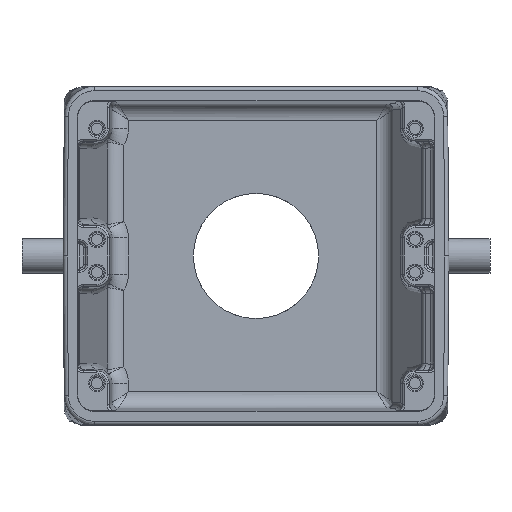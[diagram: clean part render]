
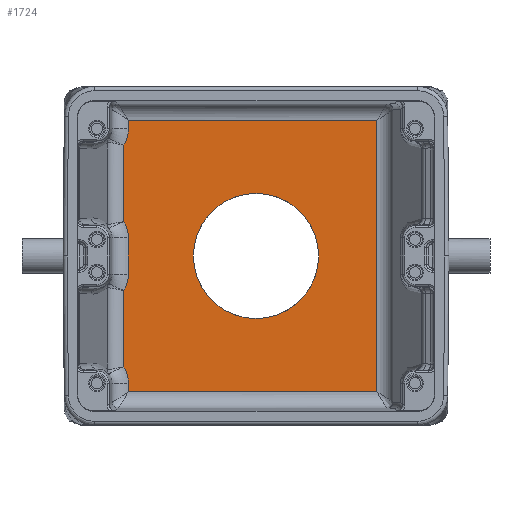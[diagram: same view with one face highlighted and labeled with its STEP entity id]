
A CAD part, front view. The second image highlights one B-rep face of the part: STEP entity #1724.
In plain terms, the highlighted planar face has unit normal (0, -1, 0).
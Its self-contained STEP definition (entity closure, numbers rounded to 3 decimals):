
#1724=ADVANCED_FACE('NONE',(#2118,#2119),#2028,.F.);
#2028=PLANE('',#10543);
#2118=FACE_BOUND('',#2745,.T.);
#2119=FACE_BOUND('',#2746,.T.);
#2745=EDGE_LOOP('',(#5630,#5631,#5632,#5633,#5634,#5635,#5636,#5637,#5638,
#5639,#5640,#5641));
#2746=EDGE_LOOP('',(#5642));
#3224=CIRCLE('',#10452,7.646);
#3227=CIRCLE('',#10457,7.646);
#3230=CIRCLE('',#10462,7.646);
#3231=CIRCLE('',#10465,7.646);
#3248=CIRCLE('',#10542,15.25);
#5630=ORIENTED_EDGE('',*,*,#7981,.F.);
#5631=ORIENTED_EDGE('',*,*,#7980,.F.);
#5632=ORIENTED_EDGE('',*,*,#7978,.F.);
#5633=ORIENTED_EDGE('',*,*,#7976,.F.);
#5634=ORIENTED_EDGE('',*,*,#7975,.F.);
#5635=ORIENTED_EDGE('',*,*,#7972,.F.);
#5636=ORIENTED_EDGE('',*,*,#7986,.F.);
#5637=ORIENTED_EDGE('',*,*,#8093,.T.);
#5638=ORIENTED_EDGE('',*,*,#7983,.F.);
#5639=ORIENTED_EDGE('',*,*,#8022,.F.);
#5640=ORIENTED_EDGE('',*,*,#7970,.F.);
#5641=ORIENTED_EDGE('',*,*,#7982,.F.);
#5642=ORIENTED_EDGE('',*,*,#8094,.F.);
#6550=VERTEX_POINT('',#16055);
#6553=VERTEX_POINT('',#16115);
#6562=VERTEX_POINT('',#16246);
#6565=VERTEX_POINT('',#16306);
#6634=VERTEX_POINT('',#17134);
#6637=VERTEX_POINT('',#17164);
#6731=VERTEX_POINT('',#17974);
#6732=VERTEX_POINT('',#17978);
#6734=VERTEX_POINT('',#17986);
#6735=VERTEX_POINT('',#17990);
#6736=VERTEX_POINT('',#18000);
#6738=VERTEX_POINT('',#18006);
#6784=VERTEX_POINT('',#18479);
#7970=EDGE_CURVE('NONE',#6731,#6637,#8790,.T.);
#7972=EDGE_CURVE('NONE',#6732,#6550,#3224,.T.);
#7975=EDGE_CURVE('NONE',#6550,#6553,#8791,.T.);
#7976=EDGE_CURVE('NONE',#6553,#6734,#3227,.T.);
#7978=EDGE_CURVE('NONE',#6734,#6735,#8792,.T.);
#7980=EDGE_CURVE('NONE',#6735,#6562,#3230,.T.);
#7981=EDGE_CURVE('NONE',#6562,#6565,#8793,.T.);
#7982=EDGE_CURVE('NONE',#6565,#6731,#3231,.T.);
#7983=EDGE_CURVE('NONE',#6634,#6736,#8794,.T.);
#7986=EDGE_CURVE('NONE',#6738,#6732,#8796,.T.);
#8022=EDGE_CURVE('NONE',#6637,#6634,#8813,.T.);
#8093=EDGE_CURVE('NONE',#6738,#6736,#8861,.T.);
#8094=EDGE_CURVE('NONE',#6784,#6784,#3248,.T.);
#8790=LINE('',#17973,#9514);
#8791=LINE('',#17983,#9515);
#8792=LINE('',#17989,#9516);
#8793=LINE('',#17995,#9517);
#8794=LINE('',#17999,#9518);
#8796=LINE('',#18005,#9520);
#8813=LINE('',#18311,#9537);
#8861=LINE('',#18477,#9585);
#9514=VECTOR('',#12893,1.);
#9515=VECTOR('',#12906,1.);
#9516=VECTOR('',#12915,1.);
#9517=VECTOR('',#12924,1.);
#9518=VECTOR('',#12931,1.);
#9520=VECTOR('',#12937,1.);
#9537=VECTOR('',#12988,1.);
#9585=VECTOR('',#13148,1.);
#10452=AXIS2_PLACEMENT_3D('',#17977,#12898,#12899);
#10457=AXIS2_PLACEMENT_3D('',#17985,#12909,#12910);
#10462=AXIS2_PLACEMENT_3D('',#17993,#12920,#12921);
#10465=AXIS2_PLACEMENT_3D('',#17997,#12927,#12928);
#10542=AXIS2_PLACEMENT_3D('',#18478,#13149,#13150);
#10543=AXIS2_PLACEMENT_3D('',#18480,#13151,#13152);
#12893=DIRECTION('',(0.,0.,1.));
#12898=DIRECTION('',(0.,-1.,0.));
#12899=DIRECTION('',(-1.,0.,0.));
#12906=DIRECTION('',(0.,0.,1.));
#12909=DIRECTION('',(0.,-1.,0.));
#12910=DIRECTION('',(0.,0.,1.));
#12915=DIRECTION('',(0.,0.,1.));
#12920=DIRECTION('',(0.,-1.,0.));
#12921=DIRECTION('',(-1.,0.,0.));
#12924=DIRECTION('',(0.,0.,1.));
#12927=DIRECTION('',(0.,-1.,0.));
#12928=DIRECTION('',(0.,0.,1.));
#12931=DIRECTION('',(0.,0.,-1.));
#12937=DIRECTION('',(0.,0.,1.));
#12988=DIRECTION('',(1.,0.,0.));
#13148=DIRECTION('',(1.,0.,0.));
#13149=DIRECTION('',(0.,-1.,0.));
#13150=DIRECTION('',(0.,0.,1.));
#13151=DIRECTION('',(0.,1.,0.));
#13152=DIRECTION('',(0.,0.,1.));
#16055=CARTESIAN_POINT('',(-32.225,40.,-27.015));
#16115=CARTESIAN_POINT('',(-32.225,40.,-8.385));
#16246=CARTESIAN_POINT('',(-32.225,40.,8.385));
#16306=CARTESIAN_POINT('',(-32.225,40.,27.015));
#17134=CARTESIAN_POINT('',(29.448,40.,33.104));
#17164=CARTESIAN_POINT('',(-31.104,40.,33.104));
#17973=CARTESIAN_POINT('',(-31.104,40.,-37.75));
#17974=CARTESIAN_POINT('',(-31.104,40.,31.));
#17977=CARTESIAN_POINT('',(-38.75,40.,-31.));
#17978=CARTESIAN_POINT('',(-31.104,40.,-31.));
#17983=CARTESIAN_POINT('',(-32.225,40.,-37.75));
#17985=CARTESIAN_POINT('',(-38.75,40.,-4.4));
#17986=CARTESIAN_POINT('',(-31.104,40.,-4.4));
#17989=CARTESIAN_POINT('',(-31.104,40.,-37.75));
#17990=CARTESIAN_POINT('',(-31.104,40.,4.4));
#17993=CARTESIAN_POINT('',(-38.75,40.,4.4));
#17995=CARTESIAN_POINT('',(-32.225,40.,-37.75));
#17997=CARTESIAN_POINT('',(-38.75,40.,31.));
#17999=CARTESIAN_POINT('',(29.448,40.,-37.75));
#18000=CARTESIAN_POINT('',(29.448,40.,-33.104));
#18005=CARTESIAN_POINT('',(-31.104,40.,-37.75));
#18006=CARTESIAN_POINT('',(-31.104,40.,-33.104));
#18311=CARTESIAN_POINT('',(32.925,40.,33.104));
#18477=CARTESIAN_POINT('',(35.75,40.,-33.104));
#18478=CARTESIAN_POINT('',(0.,40.,0.));
#18479=CARTESIAN_POINT('',(0.,40.,15.25));
#18480=CARTESIAN_POINT('',(32.925,40.,-37.75));
